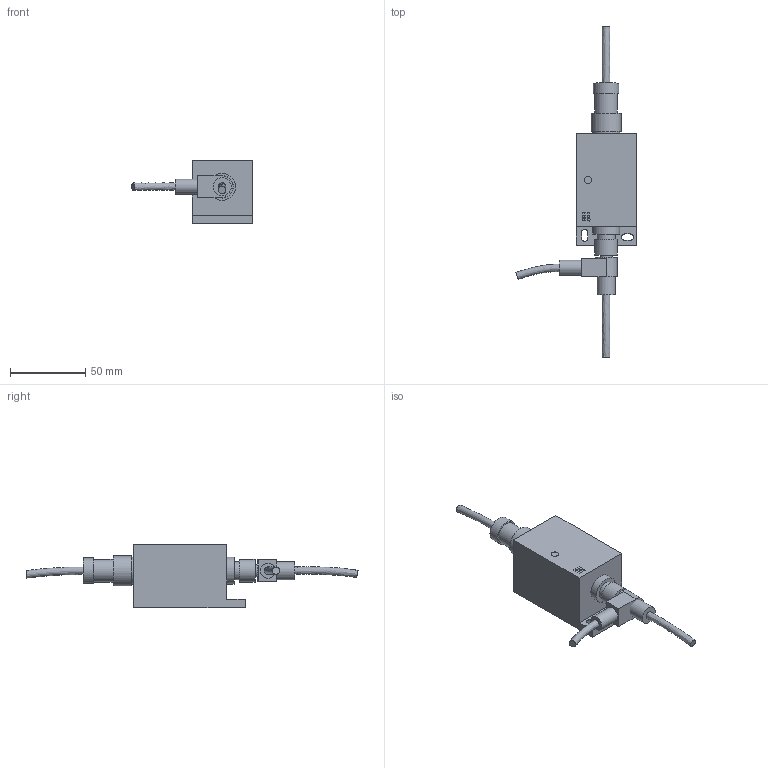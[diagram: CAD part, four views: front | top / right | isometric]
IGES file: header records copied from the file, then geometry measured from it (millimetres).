
Global section: file name: No Iges File Name specified; native system: AutoDesk Inventor R6.1; preprocessor: AutoDesk Inventor Iges Exporter R6.1; author: No Author specified; organization: No Organization specified; date: 20041001.095704; units: millimetre
Bounding box: 80.09 x 220.9 x 42 mm (x, y, z)
Surface area: 24735.6 mm2 (no closed solid volume)
Topology: 0 solids, 0 shells, 147 faces, 628 edges, 607 vertices
Faces by surface type: plane 126, revolution 18, bspline 3
